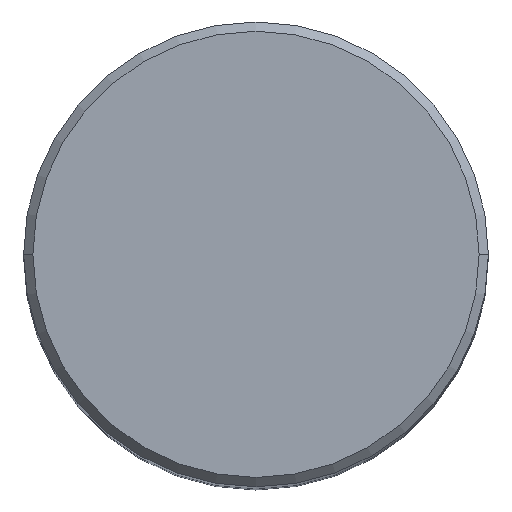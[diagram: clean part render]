
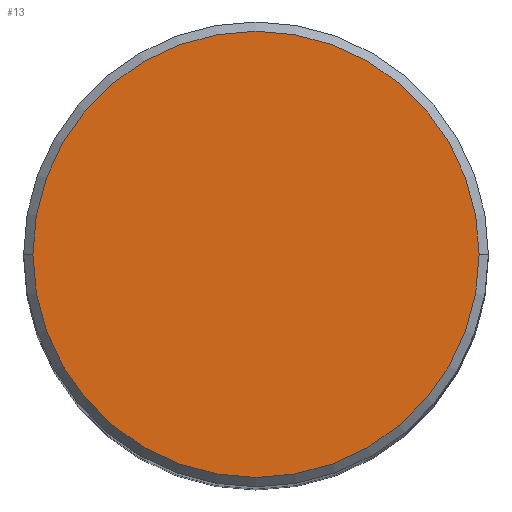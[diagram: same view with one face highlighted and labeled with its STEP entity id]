
A CAD part, top view. The second image highlights one B-rep face of the part: STEP entity #13.
In plain terms, the highlighted planar face has unit normal (0, 0, 1).
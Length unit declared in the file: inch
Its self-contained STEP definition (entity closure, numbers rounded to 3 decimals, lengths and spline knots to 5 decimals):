
#13 = ADVANCED_FACE ( 'NONE', ( #15 ), #382, .F. ) ;
#15 = FACE_OUTER_BOUND ( 'NONE', #202, .T. ) ;
#27 = AXIS2_PLACEMENT_3D ( 'NONE', #49, #296, #76 ) ;
#44 = AXIS2_PLACEMENT_3D ( 'NONE', #351, #321, #240 ) ;
#49 = CARTESIAN_POINT ( 'NONE',  ( 0., 0., 0. ) ) ;
#71 = ORIENTED_EDGE ( 'NONE', *, *, #265, .T. ) ;
#76 = DIRECTION ( 'NONE',  ( 1., 0., 0. ) ) ;
#100 = CARTESIAN_POINT ( 'NONE',  ( -0.48, 0., 0. ) ) ;
#101 = DIRECTION ( 'NONE',  ( -1., 0., 0. ) ) ;
#190 = CIRCLE ( 'NONE', #27, 0.48 ) ;
#199 = VERTEX_POINT ( 'NONE', #286 ) ;
#202 = EDGE_LOOP ( 'NONE', ( #357, #71 ) ) ;
#231 = DIRECTION ( 'NONE',  ( 0., 0., -1. ) ) ;
#240 = DIRECTION ( 'NONE',  ( 1., 0., 0. ) ) ;
#254 = CARTESIAN_POINT ( 'NONE',  ( 0., 0.48, 0. ) ) ;
#265 = EDGE_CURVE ( 'NONE', #199, #290, #374, .T. ) ;
#286 = CARTESIAN_POINT ( 'NONE',  ( 0.48, 0., 0. ) ) ;
#290 = VERTEX_POINT ( 'NONE', #100 ) ;
#296 = DIRECTION ( 'NONE',  ( 0., 0., 1. ) ) ;
#321 = DIRECTION ( 'NONE',  ( 0., 0., 1. ) ) ;
#325 = EDGE_CURVE ( 'NONE', #290, #199, #190, .T. ) ;
#351 = CARTESIAN_POINT ( 'NONE',  ( 0., 0., 0. ) ) ;
#357 = ORIENTED_EDGE ( 'NONE', *, *, #325, .T. ) ;
#359 = AXIS2_PLACEMENT_3D ( 'NONE', #254, #231, #101 ) ;
#374 = CIRCLE ( 'NONE', #44, 0.48 ) ;
#382 = PLANE ( 'NONE',  #359 ) ;
